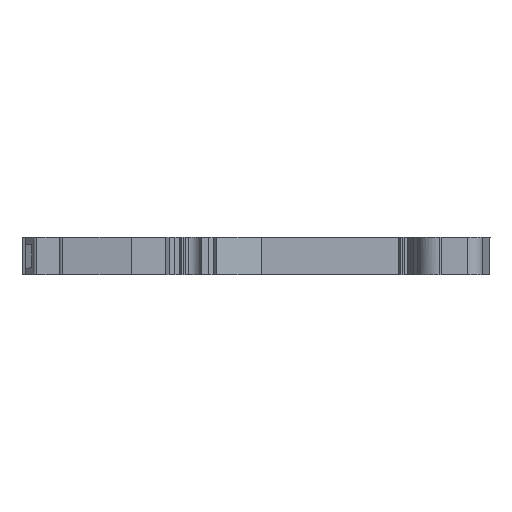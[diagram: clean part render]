
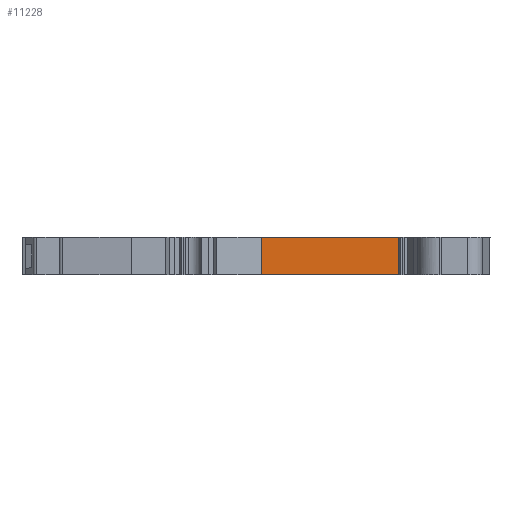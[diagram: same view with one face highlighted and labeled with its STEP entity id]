
A CAD part, front view. The second image highlights one B-rep face of the part: STEP entity #11228.
In plain terms, the highlighted planar face has unit normal (0, -1, 0).
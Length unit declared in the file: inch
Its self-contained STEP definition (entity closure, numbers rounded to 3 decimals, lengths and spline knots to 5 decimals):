
#724 = VERTEX_POINT ( 'NONE', #19003 ) ;
#1909 = AXIS2_PLACEMENT_3D ( 'NONE', #2931, #4630, #7594 ) ;
#1950 = VERTEX_POINT ( 'NONE', #13303 ) ;
#2490 = CARTESIAN_POINT ( 'NONE',  ( -0.15289, 0., 0. ) ) ;
#2789 = VERTEX_POINT ( 'NONE', #11065 ) ;
#2931 = CARTESIAN_POINT ( 'NONE',  ( -0.3937, 0., 0.19685 ) ) ;
#3671 = VECTOR ( 'NONE', #10433, 39.37008 ) ;
#3992 = DIRECTION ( 'NONE',  ( 0., 0., -1. ) ) ;
#4630 = DIRECTION ( 'NONE',  ( 0., -1., 0. ) ) ;
#6105 = VECTOR ( 'NONE', #9838, 39.37008 ) ;
#6212 = ORIENTED_EDGE ( 'NONE', *, *, #11005, .T. ) ;
#7006 = B_SPLINE_CURVE_WITH_KNOTS ( 'NONE', 3,
 ( #10341, #2490, #13433, #8484 ),
 .UNSPECIFIED., .F., .F.,
 ( 4, 4 ),
 ( 0., 1. ),
 .UNSPECIFIED. ) ;
#7594 = DIRECTION ( 'NONE',  ( 1., 0., 0. ) ) ;
#8281 = CARTESIAN_POINT ( 'NONE',  ( 0.32874, 0., 0.19685 ) ) ;
#8484 = CARTESIAN_POINT ( 'NONE',  ( 0.32874, 0., 0. ) ) ;
#9283 = LINE ( 'NONE', #13654, #3671 ) ;
#9838 = DIRECTION ( 'NONE',  ( 0., 0., 1. ) ) ;
#10341 = CARTESIAN_POINT ( 'NONE',  ( -0.3937, 0., 0. ) ) ;
#10402 = ORIENTED_EDGE ( 'NONE', *, *, #17986, .F. ) ;
#10433 = DIRECTION ( 'NONE',  ( 1., 0., 0. ) ) ;
#11005 = EDGE_CURVE ( 'NONE', #1950, #724, #7006, .T. ) ;
#11065 = CARTESIAN_POINT ( 'NONE',  ( 0.32874, 0., 0.19685 ) ) ;
#11228 = ADVANCED_FACE ( 'NONE', ( #15594 ), #17062, .T. ) ;
#11771 = ORIENTED_EDGE ( 'NONE', *, *, #15865, .T. ) ;
#12260 = LINE ( 'NONE', #8281, #6105 ) ;
#12436 = ORIENTED_EDGE ( 'NONE', *, *, #17991, .T. ) ;
#12469 = EDGE_LOOP ( 'NONE', ( #6212, #11771, #10402, #12436 ) ) ;
#12507 = LINE ( 'NONE', #16826, #13973 ) ;
#13303 = CARTESIAN_POINT ( 'NONE',  ( -0.3937, 0., 0. ) ) ;
#13433 = CARTESIAN_POINT ( 'NONE',  ( 0.08793, 0., 0. ) ) ;
#13654 = CARTESIAN_POINT ( 'NONE',  ( 1.44586, 0., 0.19685 ) ) ;
#13973 = VECTOR ( 'NONE', #3992, 39.37008 ) ;
#15594 = FACE_OUTER_BOUND ( 'NONE', #12469, .T. ) ;
#15865 = EDGE_CURVE ( 'NONE', #724, #2789, #12260, .T. ) ;
#16826 = CARTESIAN_POINT ( 'NONE',  ( -0.3937, 0., 0.19685 ) ) ;
#17062 = PLANE ( 'NONE',  #1909 ) ;
#17560 = CARTESIAN_POINT ( 'NONE',  ( -0.3937, 0., 0.19685 ) ) ;
#17700 = VERTEX_POINT ( 'NONE', #17560 ) ;
#17986 = EDGE_CURVE ( 'NONE', #17700, #2789, #9283, .T. ) ;
#17991 = EDGE_CURVE ( 'NONE', #17700, #1950, #12507, .T. ) ;
#19003 = CARTESIAN_POINT ( 'NONE',  ( 0.32874, 0., 0. ) ) ;
